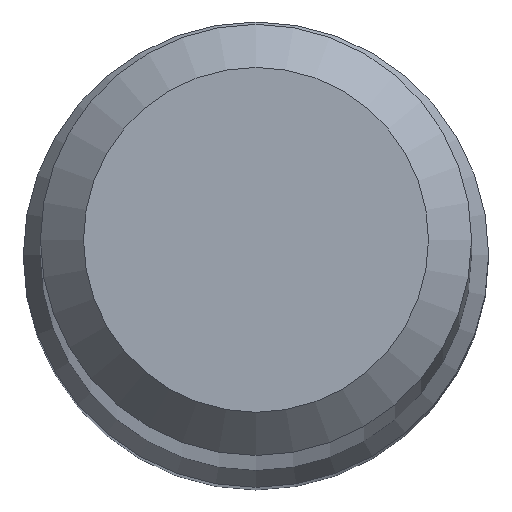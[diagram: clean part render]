
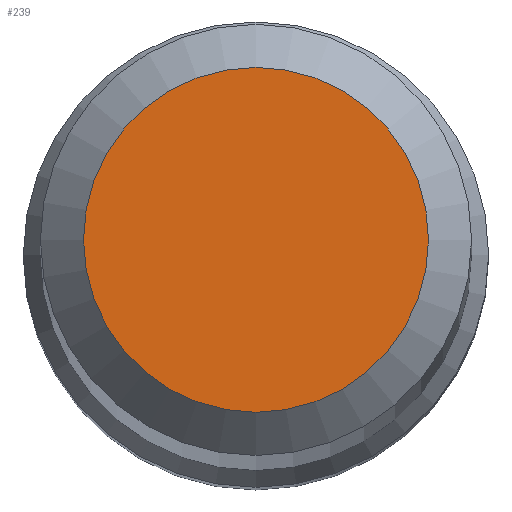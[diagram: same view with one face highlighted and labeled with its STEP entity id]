
A CAD part, top view. The second image highlights one B-rep face of the part: STEP entity #239.
In plain terms, the highlighted planar face has unit normal (0, 0, 1).
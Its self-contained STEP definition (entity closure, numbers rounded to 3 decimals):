
#8 = CIRCLE ( 'NONE', #204, 1.2 ) ;
#36 = VERTEX_POINT ( 'NONE', #224 ) ;
#45 = AXIS2_PLACEMENT_3D ( 'NONE', #58, #168, #169 ) ;
#58 = CARTESIAN_POINT ( 'NONE',  ( 0., 0., 70. ) ) ;
#79 = ORIENTED_EDGE ( 'NONE', *, *, #182, .F. ) ;
#80 = CARTESIAN_POINT ( 'NONE',  ( 0., 0., 70. ) ) ;
#98 = DIRECTION ( 'NONE',  ( 0., 0., -1. ) ) ;
#133 = FACE_OUTER_BOUND ( 'NONE', #163, .T. ) ;
#153 = DIRECTION ( 'NONE',  ( 0., 1., 0. ) ) ;
#163 = EDGE_LOOP ( 'NONE', ( #79 ) ) ;
#168 = DIRECTION ( 'NONE',  ( 0., 0., 1. ) ) ;
#169 = DIRECTION ( 'NONE',  ( 0., -1., 0. ) ) ;
#182 = EDGE_CURVE ( 'NONE', #36, #36, #8, .T. ) ;
#189 = PLANE ( 'NONE',  #45 ) ;
#204 = AXIS2_PLACEMENT_3D ( 'NONE', #80, #98, #153 ) ;
#224 = CARTESIAN_POINT ( 'NONE',  ( 0., 1.2, 70. ) ) ;
#239 = ADVANCED_FACE ( 'NONE', ( #133 ), #189, .T. ) ;
